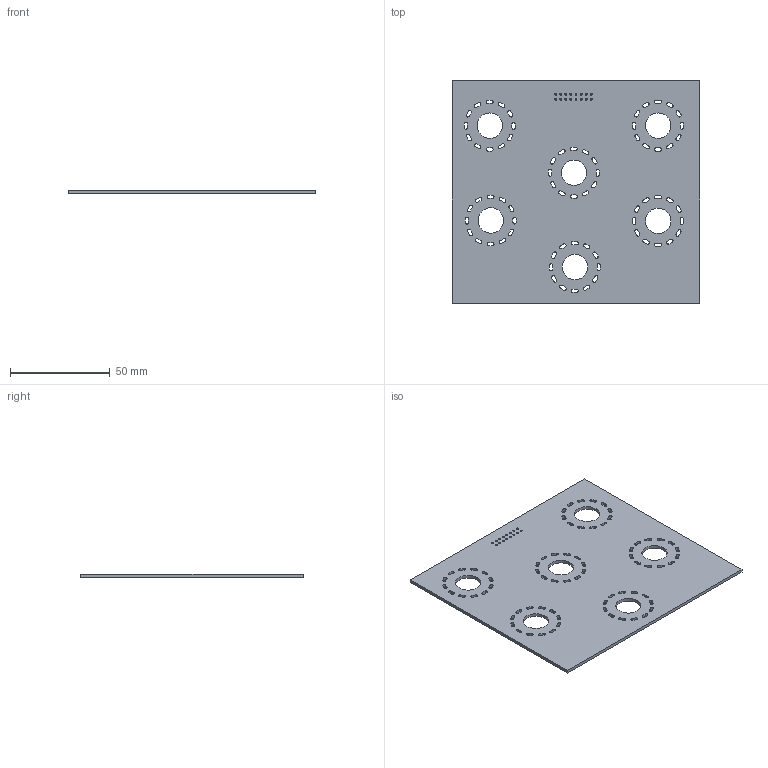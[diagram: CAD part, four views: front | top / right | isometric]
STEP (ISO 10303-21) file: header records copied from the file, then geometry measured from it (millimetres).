
FILE_DESCRIPTION(('KiCad electronic assembly'),'2;1');
FILE_NAME('pump_board.step','2023-05-29T10:52:00',('Pcbnew'),('Kicad'), 'Open CASCADE STEP processor 7.6','KiCad to STEP converter','Unknown' );
FILE_SCHEMA(('AUTOMOTIVE_DESIGN { 1 0 10303 214 1 1 1 1 }'));
Length unit declared in the file: millimetre
Products named in the file (2): pump_board 1; pump_board PCB
Assembly tree (1 placements, depth 2):
  pump_board 1
    pump_board PCB
Bounding box: 123.95 x 111.25 x 1.6 mm (x, y, z)
Volume: 20245.8 mm3; surface area: 27540.2 mm2
Topology: 1 solids, 1 shells, 316 faces, 942 edges, 628 vertices
Faces by surface type: cylinder 166, plane 150
Full cylindrical faces by diameter (mm): 1 x16, 12.7 x6
Entity records: 24383 total; most frequent: CARTESIAN_POINT 5764, DIRECTION 3462, LINE 2162, VECTOR 2162, ORIENTED_EDGE 1884, PCURVE 1884, DEFINITIONAL_REPRESENTATION 1884, EDGE_CURVE 942
